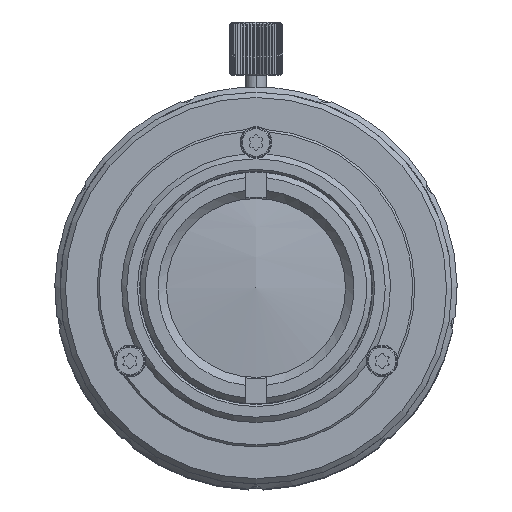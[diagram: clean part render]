
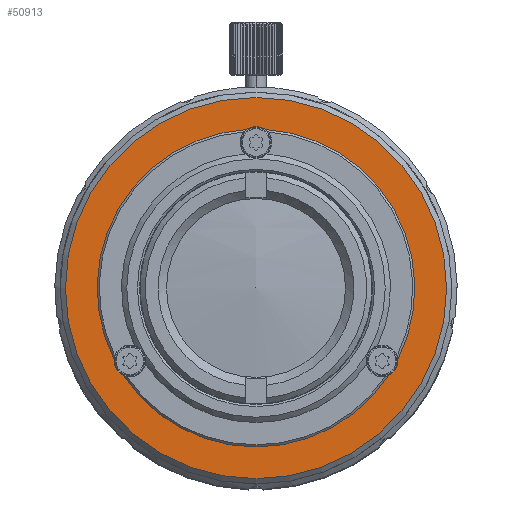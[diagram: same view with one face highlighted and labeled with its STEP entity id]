
A CAD part, top view. The second image highlights one B-rep face of the part: STEP entity #50913.
In plain terms, the highlighted planar face has unit normal (0, 0, 1).
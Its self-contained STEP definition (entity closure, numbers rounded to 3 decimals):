
#45014=CARTESIAN_POINT('',(0.,18.,34.344));
#45015=VERTEX_POINT('',#45014);
#45024=CARTESIAN_POINT('',(0.,0.,34.344));
#45025=DIRECTION('',(0.,1.,-0.));
#45026=DIRECTION('',(0.,0.,1.));
#45027=AXIS2_PLACEMENT_3D('',#45024,#45026,#45025);
#45028=CIRCLE('',#45027,18.);
#45029=EDGE_CURVE('',#45015,#45015,#45028,.T.);
#50849=CARTESIAN_POINT('',(0.,0.,34.344));
#50850=DIRECTION('',(0.,1.,0.));
#50851=DIRECTION('',(0.,-0.,1.));
#50852=AXIS2_PLACEMENT_3D('',#50849,#50851,#50850);
#50853=PLANE('',#50852);
#50854=ORIENTED_EDGE('',*,*,#45029,.T.);
#50855=EDGE_LOOP('',(#50854));
#50856=FACE_OUTER_BOUND('',#50855,.T.);
#50857=CARTESIAN_POINT('',(13.402,-6.738,34.344));
#50858=VERTEX_POINT('',#50857);
#50859=CARTESIAN_POINT('',(0.866,14.975,34.344));
#50860=VERTEX_POINT('',#50859);
#50861=CARTESIAN_POINT('',(0.,0.,34.344));
#50862=DIRECTION('',(0.893,-0.449,0.));
#50863=DIRECTION('',(0.,0.,1.));
#50864=AXIS2_PLACEMENT_3D('',#50861,#50863,#50862);
#50865=CIRCLE('',#50864,15.);
#50866=EDGE_CURVE('',#50858,#50860,#50865,.T.);
#50867=ORIENTED_EDGE('E2788',*,*,#50866,.F.);
#50868=CARTESIAN_POINT('',(12.536,-8.237,34.344));
#50869=VERTEX_POINT('',#50868);
#50870=CARTESIAN_POINT('',(11.908,-6.875,34.344));
#50871=DIRECTION('',(0.419,-0.908,0.));
#50872=DIRECTION('',(0.,0.,1.));
#50873=AXIS2_PLACEMENT_3D('',#50870,#50872,#50871);
#50874=CIRCLE('',#50873,1.5);
#50875=EDGE_CURVE('',#50869,#50858,#50874,.T.);
#50876=ORIENTED_EDGE('E2801',*,*,#50875,.F.);
#50877=CARTESIAN_POINT('',(-12.536,-8.237,34.344));
#50878=VERTEX_POINT('',#50877);
#50879=CARTESIAN_POINT('',(0.,0.,34.344));
#50880=DIRECTION('',(-0.836,-0.549,0.));
#50881=DIRECTION('',(0.,0.,1.));
#50882=AXIS2_PLACEMENT_3D('',#50879,#50881,#50880);
#50883=CIRCLE('',#50882,15.);
#50884=EDGE_CURVE('',#50878,#50869,#50883,.T.);
#50885=ORIENTED_EDGE('E2786',*,*,#50884,.F.);
#50886=CARTESIAN_POINT('',(-13.402,-6.738,34.344));
#50887=VERTEX_POINT('',#50886);
#50888=CARTESIAN_POINT('',(-11.908,-6.875,34.344));
#50889=DIRECTION('',(-0.996,0.091,0.));
#50890=DIRECTION('',(0.,0.,1.));
#50891=AXIS2_PLACEMENT_3D('',#50888,#50890,#50889);
#50892=CIRCLE('',#50891,1.5);
#50893=EDGE_CURVE('',#50887,#50878,#50892,.T.);
#50894=ORIENTED_EDGE('E2802',*,*,#50893,.F.);
#50895=CARTESIAN_POINT('',(-0.866,14.975,34.344));
#50896=VERTEX_POINT('',#50895);
#50897=CARTESIAN_POINT('',(0.,0.,34.344));
#50898=DIRECTION('',(-0.058,0.998,0.));
#50899=DIRECTION('',(0.,0.,1.));
#50900=AXIS2_PLACEMENT_3D('',#50897,#50899,#50898);
#50901=CIRCLE('',#50900,15.);
#50902=EDGE_CURVE('',#50896,#50887,#50901,.T.);
#50903=ORIENTED_EDGE('E2781',*,*,#50902,.F.);
#50904=CARTESIAN_POINT('',(0.,13.75,34.344));
#50905=DIRECTION('',(0.577,0.817,0.));
#50906=DIRECTION('',(0.,0.,1.));
#50907=AXIS2_PLACEMENT_3D('',#50904,#50906,#50905);
#50908=CIRCLE('',#50907,1.5);
#50909=EDGE_CURVE('',#50860,#50896,#50908,.T.);
#50910=ORIENTED_EDGE('E2763',*,*,#50909,.F.);
#50911=EDGE_LOOP('',(#50867,#50876,#50885,#50894,#50903,#50910));
#50912=FACE_BOUND('',#50911,.T.);
#50913=ADVANCED_FACE('F1086',(#50856,#50912),#50853,.T.);
